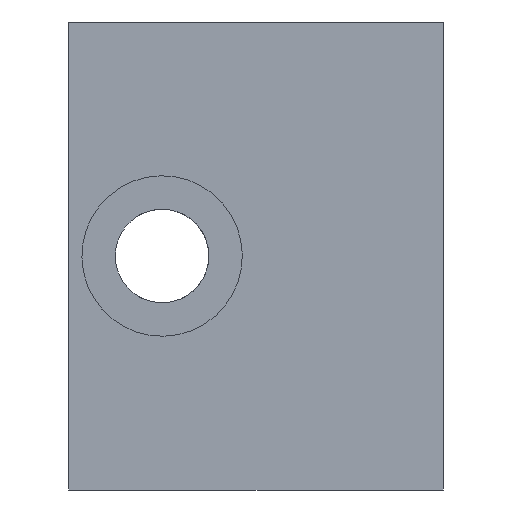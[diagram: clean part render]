
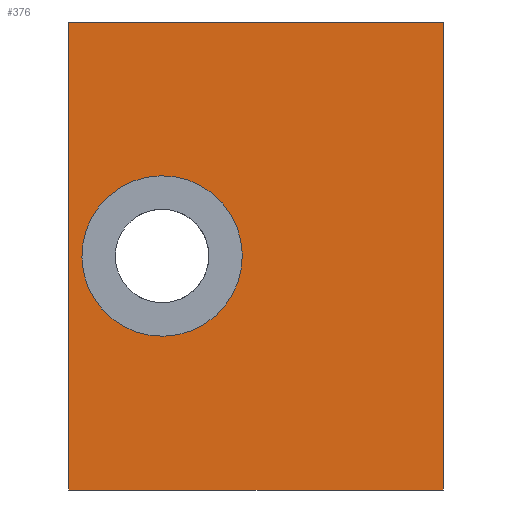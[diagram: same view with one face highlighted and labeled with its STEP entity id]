
A CAD part, left-side view. The second image highlights one B-rep face of the part: STEP entity #376.
In plain terms, the highlighted planar face has unit normal (-1, 0, 0).
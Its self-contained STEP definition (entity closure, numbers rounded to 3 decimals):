
#189=CARTESIAN_POINT('Vertex',(-2.028,-21.023,-17.5)) ;
#192=CARTESIAN_POINT('Line Origine',(-2.028,-7.023,-17.5)) ;
#196=CARTESIAN_POINT('Vertex',(-2.028,6.977,-17.5)) ;
#224=CARTESIAN_POINT('Vertex',(-2.028,6.977,17.5)) ;
#227=CARTESIAN_POINT('Line Origine',(-2.028,6.977,0.)) ;
#327=CARTESIAN_POINT('Vertex',(-2.028,-21.023,17.5)) ;
#330=CARTESIAN_POINT('Line Origine',(-2.028,-21.023,0.)) ;
#342=CARTESIAN_POINT('Axis2P3D Location',(-2.028,6.977,0.)) ;
#347=CARTESIAN_POINT('Line Origine',(-2.028,-7.023,17.5)) ;
#358=CARTESIAN_POINT('Axis2P3D Location',(-2.028,0.,0.)) ;
#362=CARTESIAN_POINT('Vertex',(-2.028,-5.265,-2.877)) ;
#364=CARTESIAN_POINT('Vertex',(-2.028,5.265,2.877)) ;
#367=CARTESIAN_POINT('Axis2P3D Location',(-2.028,0.,0.)) ;
#193=DIRECTION('Vector Direction',(0.,-1.,0.)) ;
#228=DIRECTION('Vector Direction',(0.,0.,1.)) ;
#331=DIRECTION('Vector Direction',(0.,0.,1.)) ;
#343=DIRECTION('Axis2P3D Direction',(-1.,0.,0.)) ;
#344=DIRECTION('Axis2P3D XDirection',(0.,-1.,0.)) ;
#348=DIRECTION('Vector Direction',(0.,-1.,0.)) ;
#359=DIRECTION('Axis2P3D Direction',(-1.,0.,0.)) ;
#368=DIRECTION('Axis2P3D Direction',(-1.,0.,0.)) ;
#345=AXIS2_PLACEMENT_3D('Plane Axis2P3D',#342,#343,#344) ;
#360=AXIS2_PLACEMENT_3D('Circle Axis2P3D',#358,#359,$) ;
#369=AXIS2_PLACEMENT_3D('Circle Axis2P3D',#367,#368,$) ;
#353=ORIENTED_EDGE('',*,*,#231,.F.) ;
#354=ORIENTED_EDGE('',*,*,#198,.T.) ;
#355=ORIENTED_EDGE('',*,*,#334,.T.) ;
#356=ORIENTED_EDGE('',*,*,#351,.F.) ;
#373=ORIENTED_EDGE('',*,*,#366,.F.) ;
#374=ORIENTED_EDGE('',*,*,#371,.F.) ;
#375=FACE_BOUND('',#372,.T.) ;
#194=VECTOR('Line Direction',#193,1.) ;
#229=VECTOR('Line Direction',#228,1.) ;
#332=VECTOR('Line Direction',#331,1.) ;
#349=VECTOR('Line Direction',#348,1.) ;
#376=ADVANCED_FACE('USINE',(#357,#375),#346,.T.) ;
#361=CIRCLE('generated circle',#360,6.) ;
#370=CIRCLE('generated circle',#369,6.) ;
#198=EDGE_CURVE('',#197,#190,#195,.T.) ;
#231=EDGE_CURVE('',#197,#225,#230,.T.) ;
#334=EDGE_CURVE('',#190,#328,#333,.T.) ;
#351=EDGE_CURVE('',#225,#328,#350,.T.) ;
#366=EDGE_CURVE('',#363,#365,#361,.T.) ;
#371=EDGE_CURVE('',#365,#363,#370,.T.) ;
#352=EDGE_LOOP('',(#353,#354,#355,#356)) ;
#372=EDGE_LOOP('',(#373,#374)) ;
#357=FACE_OUTER_BOUND('',#352,.T.) ;
#195=LINE('Line',#192,#194) ;
#230=LINE('Line',#227,#229) ;
#333=LINE('Line',#330,#332) ;
#350=LINE('Line',#347,#349) ;
#346=PLANE('',#345) ;
#190=VERTEX_POINT('',#189) ;
#197=VERTEX_POINT('',#196) ;
#225=VERTEX_POINT('',#224) ;
#328=VERTEX_POINT('',#327) ;
#363=VERTEX_POINT('',#362) ;
#365=VERTEX_POINT('',#364) ;
